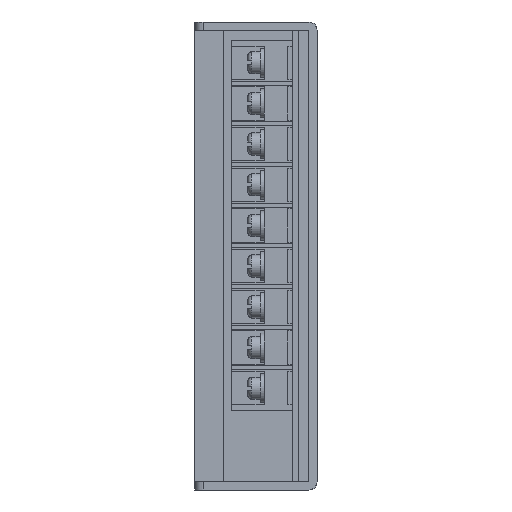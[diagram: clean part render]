
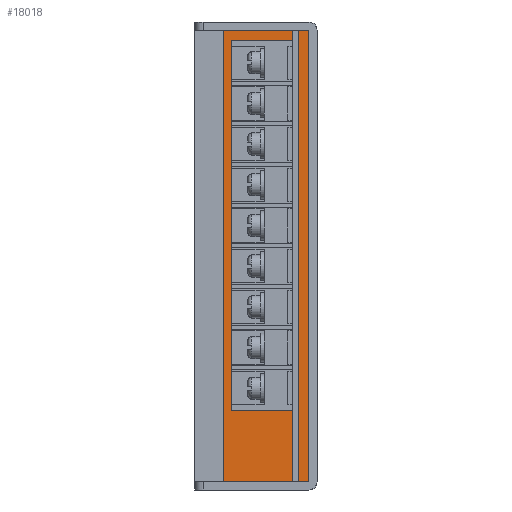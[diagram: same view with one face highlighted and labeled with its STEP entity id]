
A CAD part, left-side view. The second image highlights one B-rep face of the part: STEP entity #18018.
In plain terms, the highlighted planar face has unit normal (-1, 0, 0).
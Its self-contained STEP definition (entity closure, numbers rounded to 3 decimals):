
#508 = LINE ( 'NONE', #4646, #15805 ) ;
#540 = CARTESIAN_POINT ( 'NONE',  ( 213., 28., -113. ) ) ;
#697 = DIRECTION ( 'NONE',  ( 0., 0., -1. ) ) ;
#1482 = DIRECTION ( 'NONE',  ( 0., 0., 1. ) ) ;
#1909 = VERTEX_POINT ( 'NONE', #12416 ) ;
#3038 = ORIENTED_EDGE ( 'NONE', *, *, #15275, .F. ) ;
#3053 = LINE ( 'NONE', #8593, #6090 ) ;
#4426 = EDGE_CURVE ( 'NONE', #8292, #11587, #508, .T. ) ;
#4609 = EDGE_CURVE ( 'NONE', #16015, #1909, #3053, .T. ) ;
#4646 = CARTESIAN_POINT ( 'NONE',  ( 213., 30., -113. ) ) ;
#6090 = VECTOR ( 'NONE', #15500, 1000. ) ;
#6607 = ORIENTED_EDGE ( 'NONE', *, *, #8904, .T. ) ;
#6827 = PLANE ( 'NONE',  #11377 ) ;
#7361 = DIRECTION ( 'NONE',  ( 0., 0., -1. ) ) ;
#7877 = CARTESIAN_POINT ( 'NONE',  ( 213., 2., 0. ) ) ;
#8292 = VERTEX_POINT ( 'NONE', #14838 ) ;
#8483 = DIRECTION ( 'NONE',  ( -1., 0., 0. ) ) ;
#8593 = CARTESIAN_POINT ( 'NONE',  ( 213., 30., -2. ) ) ;
#8904 = EDGE_CURVE ( 'NONE', #16015, #8292, #17105, .T. ) ;
#8988 = CARTESIAN_POINT ( 'NONE',  ( 213., 2., -113. ) ) ;
#11149 = EDGE_LOOP ( 'NONE', ( #6607, #12352, #3038, #11985 ) ) ;
#11377 = AXIS2_PLACEMENT_3D ( 'NONE', #16765, #8483, #1482 ) ;
#11587 = VERTEX_POINT ( 'NONE', #8988 ) ;
#11985 = ORIENTED_EDGE ( 'NONE', *, *, #4609, .F. ) ;
#12352 = ORIENTED_EDGE ( 'NONE', *, *, #4426, .T. ) ;
#12416 = CARTESIAN_POINT ( 'NONE',  ( 213., 2., -2. ) ) ;
#13910 = FACE_OUTER_BOUND ( 'NONE', #11149, .T. ) ;
#14488 = DIRECTION ( 'NONE',  ( 0., -1., 0. ) ) ;
#14693 = VECTOR ( 'NONE', #7361, 1000. ) ;
#14809 = CARTESIAN_POINT ( 'NONE',  ( 213., 28., -2. ) ) ;
#14838 = CARTESIAN_POINT ( 'NONE',  ( 213., 28., -113. ) ) ;
#15275 = EDGE_CURVE ( 'NONE', #1909, #11587, #16333, .T. ) ;
#15500 = DIRECTION ( 'NONE',  ( 0., -1., 0. ) ) ;
#15805 = VECTOR ( 'NONE', #14488, 1000. ) ;
#16015 = VERTEX_POINT ( 'NONE', #14809 ) ;
#16038 = VECTOR ( 'NONE', #697, 1000. ) ;
#16333 = LINE ( 'NONE', #7877, #16038 ) ;
#16765 = CARTESIAN_POINT ( 'NONE',  ( 213., 30., 0. ) ) ;
#17105 = LINE ( 'NONE', #540, #14693 ) ;
#18018 = ADVANCED_FACE ( 'NONE', ( #13910 ), #6827, .T. ) ;
